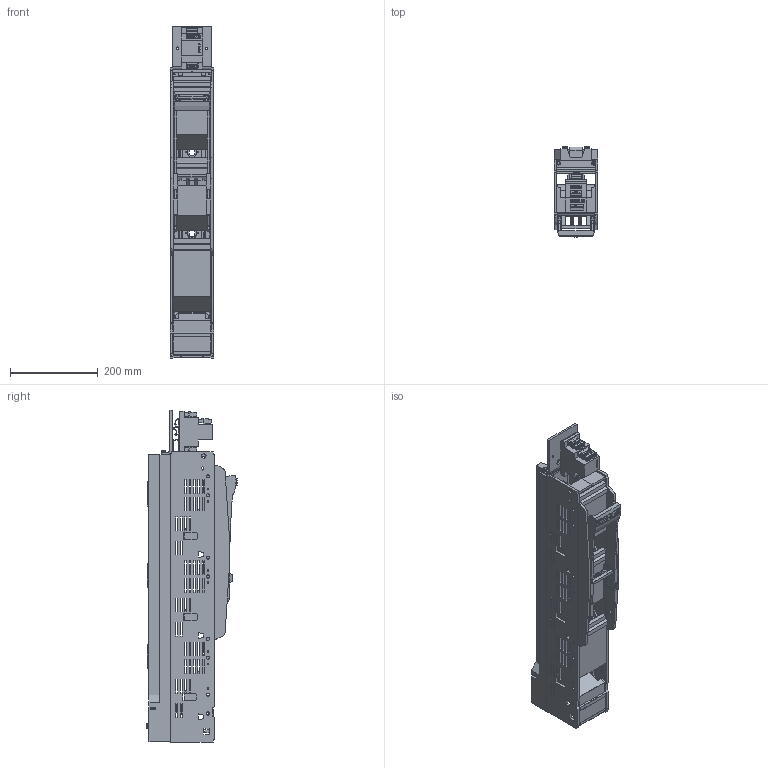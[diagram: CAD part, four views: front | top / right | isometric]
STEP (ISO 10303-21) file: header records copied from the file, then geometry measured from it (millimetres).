
FILE_DESCRIPTION(('CATIA V5 STEP'),'2;1');
FILE_NAME('L0774_NH_Sicherungslastschaltleiste_SL2_3x3_3A_ES00.stp','2019-01-29T08:33:49+00:00',('none'),('Jean Müller GmbH'),'CATIA Version 5 Release 19 SP 9 (IN-10)','CATIA V5 STEP AP214','none');
FILE_SCHEMA(('AUTOMOTIVE_DESIGN { 1 0 10303 214 1 1 1 1 }'));
Products named in the file (1): L0774_NH-Sicherungslastschaltleiste SL2-3x3/3A/ES00
Bounding box: 100 x 206.1 x 756.28 mm (x, y, z)
Volume: 3399216.6 mm3; surface area: 1148878.8 mm2
Topology: 18 solids, 22 shells, 3102 faces, 8242 edges, 5237 vertices
Faces by surface type: plane 2620, cylinder 420, cone 46, bspline 8, sphere 4, torus 4
Entity records: 91273 total; most frequent: CARTESIAN_POINT 17289, ORIENTED_EDGE 16476, DIRECTION 12668, EDGE_CURVE 8238, VECTOR 7140, LINE 7140, VERTEX_POINT 5237, EDGE_LOOP 3585
